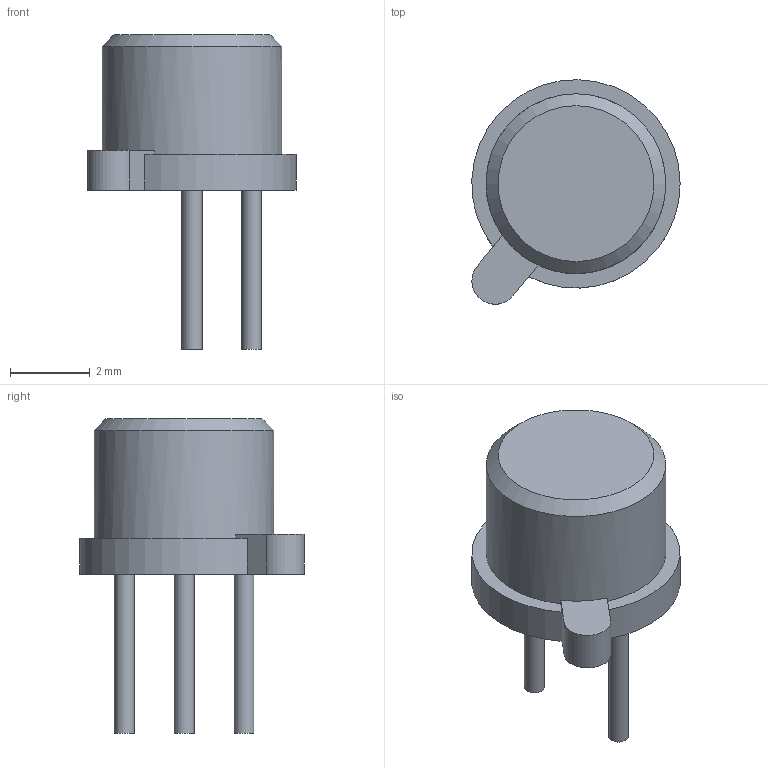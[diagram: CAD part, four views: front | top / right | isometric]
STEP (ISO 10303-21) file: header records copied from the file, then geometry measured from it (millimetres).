
FILE_DESCRIPTION(('FreeCAD Model'),'2;1');
FILE_NAME('Open CASCADE Shape Model','2023-12-26T11:42:42',( 'kicad StepUp'),('ksu MCAD'),'Open CASCADE STEP processor 7.6', 'FreeCAD','Unknown');
FILE_SCHEMA(('AUTOMOTIVE_DESIGN { 1 0 10303 214 1 1 1 1 }'));
Length unit declared in the file: millimetre
Products named in the file (1): pins
Bounding box: 5.24 x 5.65 x 7.91 mm (x, y, z)
Volume: 70.7 mm3; surface area: 121.3 mm2
Topology: 1 solids, 1 shells, 21 faces, 44 edges, 28 vertices
Faces by surface type: plane 13, cylinder 7, cone 1
Full cylindrical faces by diameter (mm): 0.5 x3, 4.52 x1
Entity records: 590 total; most frequent: DIRECTION 110, CARTESIAN_POINT 94, ORIENTED_EDGE 88, AXIS2_PLACEMENT_3D 44, EDGE_CURVE 44, VERTEX_POINT 28, FACE_BOUND 24, EDGE_LOOP 24
